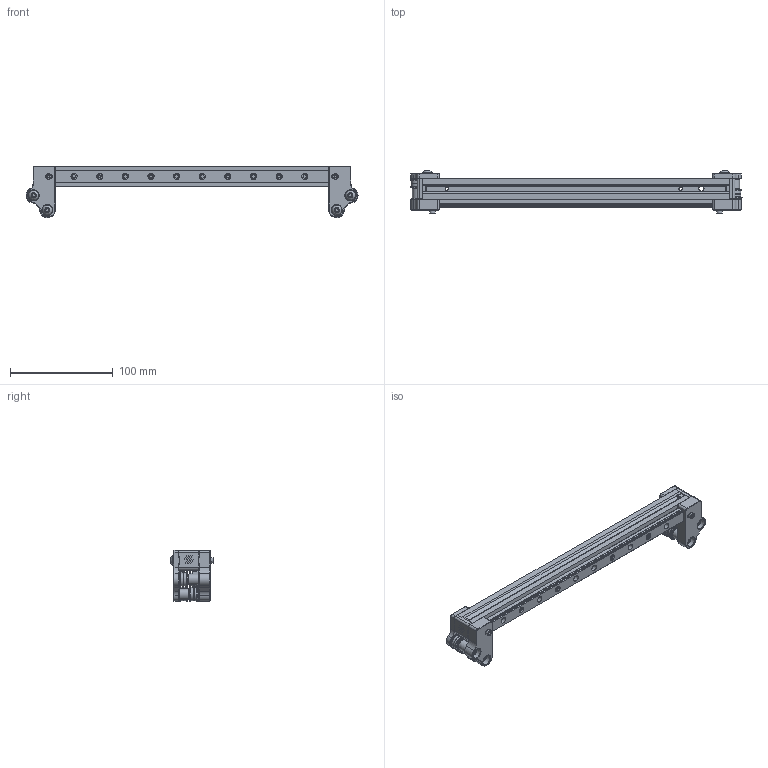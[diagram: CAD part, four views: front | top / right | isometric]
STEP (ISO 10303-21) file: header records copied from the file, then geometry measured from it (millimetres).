
FILE_DESCRIPTION(/* description */ (''),/* implementation_level */ '2;1');
FILE_NAME(/* name */ '300mm X-Extruder Endcap v5.step',/* time_stamp */ '2024-05-16T17:19:57+02:00',/* author */ (''),/* organization */ (''),/* preprocessor_version */ 'ST-DEVELOPER v20',/* originating_system */ 'Autodesk Translation Framework v13.14.0.145',/* authorisation */ '');
FILE_SCHEMA (('AUTOMOTIVE_DESIGN { 1 0 10303 214 3 1 1 }'));
Length unit declared in the file: millimetre
Products named in the file (26): 300mm X-Extruder Endcap; 2020 Extrusion 300mm; 2020 Y Gantry Frame; 2020 Extrusion; MGN12 LINEAR GUIDE SUBASSEMBLY, 12H; MGN12 LINEAR GUIDE RAIL, CONFIGURABLE_200 mm (2) (3); M3x8 SHCS v1 (8); XZ Blocks; XZ Block - Right; Bearings Assembly; Bearings Assembly_1; F695-2RS v1 (2); M5 1mm Spacer v1 (2); Fasteners (13); M3x16 SHCS v1; M5x30 BHCS v1; M5X10 BHCS v1 (7); XZ Block- Left; Bearings Assembly v1; Bearings Assembly v1_1; F695-2RS v1 (2) (1); M5 1mm Spacer v1 (2) (1); Fasteners (14); M3x16 SHCS v1 (1); M5X10 BHCS v1 (9); M5x30 BHCS v1 (1)
Assembly tree (42 placements, depth 5):
  300mm X-Extruder Endcap
    2020 Extrusion 300mm
      2020 Y Gantry Frame
        2020 Extrusion
    MGN12 LINEAR GUIDE SUBASSEMBLY, 12H
      MGN12 LINEAR GUIDE RAIL, CONFIGURABLE_200 mm (2) (3)
      M3x8 SHCS v1 (8)  x4
    XZ Blocks
      XZ Block - Right
        Bearings Assembly
          F695-2RS v1 (2)  x2
          M5 1mm Spacer v1 (2)  x2
        Bearings Assembly_1
          F695-2RS v1 (2)  x2
          M5 1mm Spacer v1 (2)  x2
        Fasteners (13)
          M3x16 SHCS v1
          M5x30 BHCS v1  x2
          M5X10 BHCS v1 (7)
      XZ Block- Left
        Bearings Assembly v1
          F695-2RS v1 (2) (1)  x2
          M5 1mm Spacer v1 (2) (1)  x2
        Bearings Assembly v1_1
          F695-2RS v1 (2) (1)  x2
          M5 1mm Spacer v1 (2) (1)  x2
        Fasteners (14)
          M3x16 SHCS v1 (1)
          M5X10 BHCS v1 (9)
          M5x30 BHCS v1 (1)  x2
Bounding box: 323.76 x 41.75 x 50.38 mm (x, y, z)
Volume: 121225.6 mm3; surface area: 93905.3 mm2
Topology: 36 solids, 36 shells, 1200 faces, 2710 edges, 1680 vertices
Faces by surface type: plane 634, cylinder 312, cone 212, bspline 18, torus 18, sphere 6
Full cylindrical faces by diameter (mm): 2.35 x2, 3 x4, 3.242 x4, 3.5 x14, 4 x2, 4.434 x13, 5 x14, 5.08 x1, 5.12 x12, 5.4 x16, 5.5 x6, 6 x12, 6.5 x8, 7 x8, 9.5 x6, 10 x12, 10.2 x4, 11.5 x16, 13 x8, 15 x8
Entity records: 32978 total; most frequent: CARTESIAN_POINT 10286, DIRECTION 4607, ORIENTED_EDGE 4508, EDGE_CURVE 2254, AXIS2_PLACEMENT_3D 1587, LINE 1433, VECTOR 1433, VERTEX_POINT 1413
